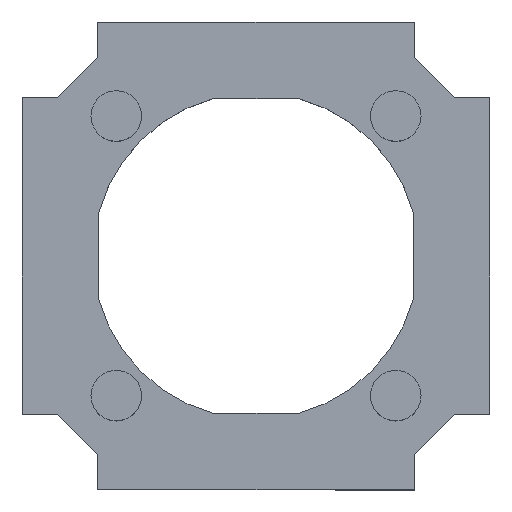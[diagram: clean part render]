
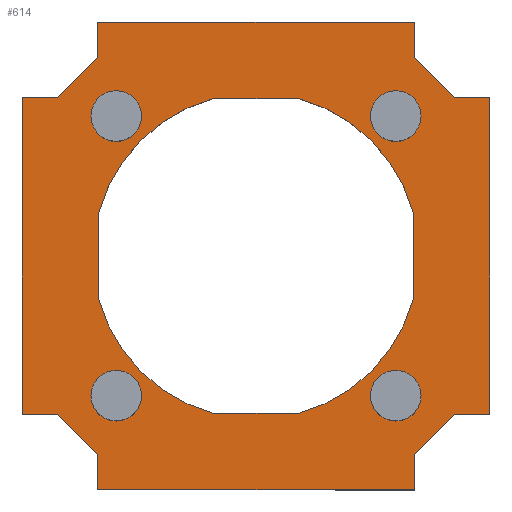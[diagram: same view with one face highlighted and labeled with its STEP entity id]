
A CAD part, top view. The second image highlights one B-rep face of the part: STEP entity #614.
In plain terms, the highlighted planar face has unit normal (0, 0, 1).
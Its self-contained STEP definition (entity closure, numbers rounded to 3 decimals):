
#24=FACE_BOUND('',#106,.T.);
#25=FACE_BOUND('',#107,.T.);
#26=FACE_BOUND('',#108,.T.);
#27=FACE_BOUND('',#109,.T.);
#28=FACE_BOUND('',#110,.T.);
#33=CIRCLE('',#669,17.5);
#34=CIRCLE('',#671,17.5);
#35=CIRCLE('',#673,17.5);
#36=CIRCLE('',#675,17.5);
#37=CIRCLE('',#677,2.71);
#38=CIRCLE('',#678,2.71);
#39=CIRCLE('',#679,2.71);
#40=CIRCLE('',#680,2.71);
#70=FACE_OUTER_BOUND('',#105,.T.);
#105=EDGE_LOOP('',(#515,#516,#517,#518,#519,#520,#521,#522,#523,#524,#525,
#526,#527,#528,#529,#530));
#106=EDGE_LOOP('',(#531,#532,#533,#534,#535,#536,#537,#538));
#107=EDGE_LOOP('',(#539));
#108=EDGE_LOOP('',(#540));
#109=EDGE_LOOP('',(#541));
#110=EDGE_LOOP('',(#542));
#121=LINE('',#871,#189);
#125=LINE('',#878,#193);
#128=LINE('',#884,#196);
#131=LINE('',#890,#199);
#134=LINE('',#896,#202);
#137=LINE('',#902,#205);
#140=LINE('',#908,#208);
#143=LINE('',#914,#211);
#146=LINE('',#920,#214);
#149=LINE('',#926,#217);
#152=LINE('',#932,#220);
#155=LINE('',#938,#223);
#158=LINE('',#944,#226);
#161=LINE('',#950,#229);
#164=LINE('',#956,#232);
#166=LINE('',#959,#234);
#168=LINE('',#965,#236);
#172=LINE('',#974,#240);
#176=LINE('',#983,#244);
#180=LINE('',#992,#248);
#189=VECTOR('',#699,10.);
#193=VECTOR('',#705,10.);
#196=VECTOR('',#710,10.);
#199=VECTOR('',#715,10.);
#202=VECTOR('',#720,10.);
#205=VECTOR('',#725,10.);
#208=VECTOR('',#730,10.);
#211=VECTOR('',#735,10.);
#214=VECTOR('',#740,10.);
#217=VECTOR('',#745,10.);
#220=VECTOR('',#750,10.);
#223=VECTOR('',#755,10.);
#226=VECTOR('',#760,10.);
#229=VECTOR('',#765,10.);
#232=VECTOR('',#770,10.);
#234=VECTOR('',#774,10.);
#236=VECTOR('',#778,10.);
#240=VECTOR('',#784,10.);
#244=VECTOR('',#790,10.);
#248=VECTOR('',#796,10.);
#257=VERTEX_POINT('',#868);
#258=VERTEX_POINT('',#870);
#260=VERTEX_POINT('',#876);
#262=VERTEX_POINT('',#882);
#264=VERTEX_POINT('',#888);
#266=VERTEX_POINT('',#894);
#268=VERTEX_POINT('',#900);
#270=VERTEX_POINT('',#906);
#272=VERTEX_POINT('',#912);
#274=VERTEX_POINT('',#918);
#276=VERTEX_POINT('',#924);
#278=VERTEX_POINT('',#930);
#280=VERTEX_POINT('',#936);
#282=VERTEX_POINT('',#942);
#284=VERTEX_POINT('',#948);
#286=VERTEX_POINT('',#954);
#287=VERTEX_POINT('',#961);
#289=VERTEX_POINT('',#964);
#291=VERTEX_POINT('',#970);
#293=VERTEX_POINT('',#973);
#295=VERTEX_POINT('',#979);
#297=VERTEX_POINT('',#982);
#299=VERTEX_POINT('',#988);
#301=VERTEX_POINT('',#991);
#303=VERTEX_POINT('',#1010);
#304=VERTEX_POINT('',#1012);
#305=VERTEX_POINT('',#1014);
#306=VERTEX_POINT('',#1016);
#313=EDGE_CURVE('',#257,#258,#121,.T.);
#317=EDGE_CURVE('',#260,#257,#125,.T.);
#320=EDGE_CURVE('',#262,#260,#128,.T.);
#323=EDGE_CURVE('',#264,#262,#131,.T.);
#326=EDGE_CURVE('',#266,#264,#134,.T.);
#329=EDGE_CURVE('',#268,#266,#137,.T.);
#332=EDGE_CURVE('',#270,#268,#140,.T.);
#335=EDGE_CURVE('',#272,#270,#143,.T.);
#338=EDGE_CURVE('',#274,#272,#146,.T.);
#341=EDGE_CURVE('',#276,#274,#149,.T.);
#344=EDGE_CURVE('',#278,#276,#152,.T.);
#347=EDGE_CURVE('',#280,#278,#155,.T.);
#350=EDGE_CURVE('',#282,#280,#158,.T.);
#353=EDGE_CURVE('',#284,#282,#161,.T.);
#356=EDGE_CURVE('',#286,#284,#164,.T.);
#358=EDGE_CURVE('',#258,#286,#166,.T.);
#360=EDGE_CURVE('',#287,#289,#168,.T.);
#364=EDGE_CURVE('',#291,#293,#172,.T.);
#368=EDGE_CURVE('',#295,#297,#176,.T.);
#372=EDGE_CURVE('',#299,#301,#180,.T.);
#379=EDGE_CURVE('',#295,#301,#33,.T.);
#380=EDGE_CURVE('',#299,#293,#34,.T.);
#381=EDGE_CURVE('',#291,#289,#35,.T.);
#382=EDGE_CURVE('',#287,#297,#36,.T.);
#383=EDGE_CURVE('',#303,#303,#37,.T.);
#384=EDGE_CURVE('',#304,#304,#38,.T.);
#385=EDGE_CURVE('',#305,#305,#39,.T.);
#386=EDGE_CURVE('',#306,#306,#40,.T.);
#515=ORIENTED_EDGE('',*,*,#332,.F.);
#516=ORIENTED_EDGE('',*,*,#335,.F.);
#517=ORIENTED_EDGE('',*,*,#338,.F.);
#518=ORIENTED_EDGE('',*,*,#341,.F.);
#519=ORIENTED_EDGE('',*,*,#344,.F.);
#520=ORIENTED_EDGE('',*,*,#347,.F.);
#521=ORIENTED_EDGE('',*,*,#350,.F.);
#522=ORIENTED_EDGE('',*,*,#353,.F.);
#523=ORIENTED_EDGE('',*,*,#356,.F.);
#524=ORIENTED_EDGE('',*,*,#358,.F.);
#525=ORIENTED_EDGE('',*,*,#313,.F.);
#526=ORIENTED_EDGE('',*,*,#317,.F.);
#527=ORIENTED_EDGE('',*,*,#320,.F.);
#528=ORIENTED_EDGE('',*,*,#323,.F.);
#529=ORIENTED_EDGE('',*,*,#326,.F.);
#530=ORIENTED_EDGE('',*,*,#329,.F.);
#531=ORIENTED_EDGE('',*,*,#382,.T.);
#532=ORIENTED_EDGE('',*,*,#368,.F.);
#533=ORIENTED_EDGE('',*,*,#379,.T.);
#534=ORIENTED_EDGE('',*,*,#372,.F.);
#535=ORIENTED_EDGE('',*,*,#380,.T.);
#536=ORIENTED_EDGE('',*,*,#364,.F.);
#537=ORIENTED_EDGE('',*,*,#381,.T.);
#538=ORIENTED_EDGE('',*,*,#360,.F.);
#539=ORIENTED_EDGE('',*,*,#383,.T.);
#540=ORIENTED_EDGE('',*,*,#384,.T.);
#541=ORIENTED_EDGE('',*,*,#385,.T.);
#542=ORIENTED_EDGE('',*,*,#386,.T.);
#584=PLANE('',#676);
#614=ADVANCED_FACE('',(#70,#24,#25,#26,#27,#28),#584,.T.);
#669=AXIS2_PLACEMENT_3D('',#1002,#811,#812);
#671=AXIS2_PLACEMENT_3D('',#1004,#815,#816);
#673=AXIS2_PLACEMENT_3D('',#1006,#819,#820);
#675=AXIS2_PLACEMENT_3D('',#1008,#823,#824);
#676=AXIS2_PLACEMENT_3D('',#1009,#825,#826);
#677=AXIS2_PLACEMENT_3D('',#1011,#827,#828);
#678=AXIS2_PLACEMENT_3D('',#1013,#829,#830);
#679=AXIS2_PLACEMENT_3D('',#1015,#831,#832);
#680=AXIS2_PLACEMENT_3D('',#1017,#833,#834);
#699=DIRECTION('',(0.,-1.,0.));
#705=DIRECTION('',(-0.707,-0.707,0.));
#710=DIRECTION('',(-1.,0.,0.));
#715=DIRECTION('',(0.,-1.,0.));
#720=DIRECTION('',(1.,0.,0.));
#725=DIRECTION('',(0.707,-0.707,0.));
#730=DIRECTION('',(0.,-1.,0.));
#735=DIRECTION('',(1.,0.,0.));
#740=DIRECTION('',(0.,1.,0.));
#745=DIRECTION('',(0.707,0.707,0.));
#750=DIRECTION('',(1.,0.,0.));
#755=DIRECTION('',(0.,1.,0.));
#760=DIRECTION('',(-1.,0.,0.));
#765=DIRECTION('',(-0.707,0.707,0.));
#770=DIRECTION('',(0.,1.,0.));
#774=DIRECTION('',(-1.,0.,0.));
#778=DIRECTION('',(0.,1.,0.));
#784=DIRECTION('',(-1.,0.,0.));
#790=DIRECTION('',(1.,0.,0.));
#796=DIRECTION('',(0.,-1.,0.));
#811=DIRECTION('center_axis',(0.,0.,-1.));
#812=DIRECTION('ref_axis',(-1.,0.,0.));
#815=DIRECTION('center_axis',(0.,0.,-1.));
#816=DIRECTION('ref_axis',(-1.,0.,0.));
#819=DIRECTION('center_axis',(0.,0.,-1.));
#820=DIRECTION('ref_axis',(-1.,0.,0.));
#823=DIRECTION('center_axis',(0.,0.,-1.));
#824=DIRECTION('ref_axis',(-1.,0.,0.));
#825=DIRECTION('center_axis',(0.,0.,1.));
#826=DIRECTION('ref_axis',(1.,0.,0.));
#827=DIRECTION('center_axis',(0.,0.,-1.));
#828=DIRECTION('ref_axis',(-1.,0.,0.));
#829=DIRECTION('center_axis',(0.,0.,-1.));
#830=DIRECTION('ref_axis',(-1.,0.,0.));
#831=DIRECTION('center_axis',(0.,0.,-1.));
#832=DIRECTION('ref_axis',(-1.,0.,0.));
#833=DIRECTION('center_axis',(0.,0.,-1.));
#834=DIRECTION('ref_axis',(-1.,0.,0.));
#868=CARTESIAN_POINT('',(-3.93,-0.395,17.));
#870=CARTESIAN_POINT('',(-3.93,-4.17,17.));
#871=CARTESIAN_POINT('',(-3.93,-0.395,17.));
#876=CARTESIAN_POINT('',(0.395,3.93,17.));
#878=CARTESIAN_POINT('',(0.395,3.93,17.));
#882=CARTESIAN_POINT('',(4.17,3.93,17.));
#884=CARTESIAN_POINT('',(4.17,3.93,17.));
#888=CARTESIAN_POINT('',(4.17,37.93,17.));
#890=CARTESIAN_POINT('',(4.17,37.93,17.));
#894=CARTESIAN_POINT('',(0.395,37.93,17.));
#896=CARTESIAN_POINT('',(0.395,37.93,17.));
#900=CARTESIAN_POINT('',(-3.93,42.255,17.));
#902=CARTESIAN_POINT('',(-3.93,42.255,17.));
#906=CARTESIAN_POINT('',(-3.93,46.03,17.));
#908=CARTESIAN_POINT('',(-3.93,46.03,17.));
#912=CARTESIAN_POINT('',(-37.93,46.03,17.));
#914=CARTESIAN_POINT('',(-37.93,46.03,17.));
#918=CARTESIAN_POINT('',(-37.93,42.255,17.));
#920=CARTESIAN_POINT('',(-37.93,42.255,17.));
#924=CARTESIAN_POINT('',(-42.255,37.93,17.));
#926=CARTESIAN_POINT('',(-42.255,37.93,17.));
#930=CARTESIAN_POINT('',(-46.03,37.93,17.));
#932=CARTESIAN_POINT('',(-46.03,37.93,17.));
#936=CARTESIAN_POINT('',(-46.03,3.93,17.));
#938=CARTESIAN_POINT('',(-46.03,3.93,17.));
#942=CARTESIAN_POINT('',(-42.255,3.93,17.));
#944=CARTESIAN_POINT('',(-42.255,3.93,17.));
#948=CARTESIAN_POINT('',(-37.93,-0.395,17.));
#950=CARTESIAN_POINT('',(-37.93,-0.395,17.));
#954=CARTESIAN_POINT('',(-37.93,-4.17,17.));
#956=CARTESIAN_POINT('',(-37.93,-4.17,17.));
#959=CARTESIAN_POINT('',(-3.93,-4.17,17.));
#961=CARTESIAN_POINT('',(-4.03,16.387,17.));
#964=CARTESIAN_POINT('',(-4.03,25.473,17.));
#965=CARTESIAN_POINT('',(-4.03,29.33,17.));
#970=CARTESIAN_POINT('',(-16.387,37.83,17.));
#973=CARTESIAN_POINT('',(-25.473,37.83,17.));
#974=CARTESIAN_POINT('',(-29.33,37.83,17.));
#979=CARTESIAN_POINT('',(-25.473,4.03,17.));
#982=CARTESIAN_POINT('',(-16.387,4.03,17.));
#983=CARTESIAN_POINT('',(-12.53,4.03,17.));
#988=CARTESIAN_POINT('',(-37.83,25.473,17.));
#991=CARTESIAN_POINT('',(-37.83,16.387,17.));
#992=CARTESIAN_POINT('',(-37.83,12.53,17.));
#1002=CARTESIAN_POINT('Origin',(-20.93,20.93,17.));
#1004=CARTESIAN_POINT('Origin',(-20.93,20.93,17.));
#1006=CARTESIAN_POINT('Origin',(-20.93,20.93,17.));
#1008=CARTESIAN_POINT('Origin',(-20.93,20.93,17.));
#1009=CARTESIAN_POINT('Origin',(-20.93,20.93,17.));
#1010=CARTESIAN_POINT('',(-3.22,5.93,17.));
#1011=CARTESIAN_POINT('Origin',(-5.93,5.93,17.));
#1012=CARTESIAN_POINT('',(-3.22,35.93,17.));
#1013=CARTESIAN_POINT('Origin',(-5.93,35.93,17.));
#1014=CARTESIAN_POINT('',(-33.22,35.93,17.));
#1015=CARTESIAN_POINT('Origin',(-35.93,35.93,17.));
#1016=CARTESIAN_POINT('',(-33.22,5.93,17.));
#1017=CARTESIAN_POINT('Origin',(-35.93,5.93,17.));
